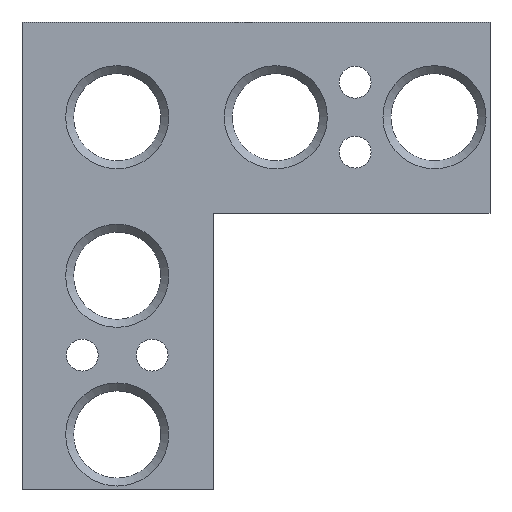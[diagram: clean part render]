
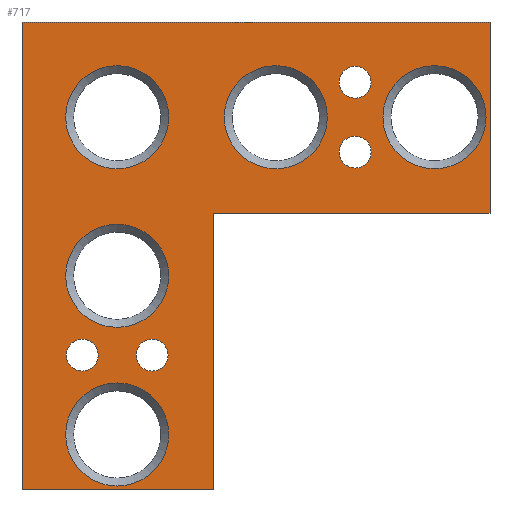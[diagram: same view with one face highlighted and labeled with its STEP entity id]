
A CAD part, front view. The second image highlights one B-rep face of the part: STEP entity #717.
In plain terms, the highlighted planar face has unit normal (0, -1, 0).
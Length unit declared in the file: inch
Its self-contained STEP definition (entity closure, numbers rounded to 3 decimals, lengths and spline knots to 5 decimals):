
#28=FACE_BOUND('',#106,.T.);
#29=FACE_BOUND('',#107,.T.);
#30=FACE_BOUND('',#108,.T.);
#31=FACE_BOUND('',#109,.T.);
#32=FACE_BOUND('',#110,.T.);
#33=FACE_BOUND('',#111,.T.);
#34=FACE_BOUND('',#112,.T.);
#35=FACE_BOUND('',#113,.T.);
#36=FACE_BOUND('',#114,.T.);
#46=PLANE('',#771);
#67=FACE_OUTER_BOUND('',#105,.T.);
#105=EDGE_LOOP('',(#509,#510,#511,#512,#513,#514));
#106=EDGE_LOOP('',(#515));
#107=EDGE_LOOP('',(#516));
#108=EDGE_LOOP('',(#517));
#109=EDGE_LOOP('',(#518));
#110=EDGE_LOOP('',(#519));
#111=EDGE_LOOP('',(#520));
#112=EDGE_LOOP('',(#521));
#113=EDGE_LOOP('',(#522));
#114=EDGE_LOOP('',(#523));
#161=LINE('',#1059,#233);
#162=LINE('',#1061,#234);
#163=LINE('',#1063,#235);
#164=LINE('',#1065,#236);
#165=LINE('',#1067,#237);
#166=LINE('',#1068,#238);
#233=VECTOR('',#848,0.3937);
#234=VECTOR('',#849,0.3937);
#235=VECTOR('',#850,0.3937);
#236=VECTOR('',#851,0.3937);
#237=VECTOR('',#852,0.3937);
#238=VECTOR('',#853,0.3937);
#304=CIRCLE('',#769,0.325);
#306=CIRCLE('',#772,0.325);
#307=CIRCLE('',#773,0.325);
#308=CIRCLE('',#774,0.1005);
#309=CIRCLE('',#775,0.1005);
#310=CIRCLE('',#776,0.1005);
#311=CIRCLE('',#777,0.1005);
#312=CIRCLE('',#778,0.325);
#313=CIRCLE('',#779,0.325);
#335=VERTEX_POINT('',#1051);
#337=VERTEX_POINT('',#1057);
#338=VERTEX_POINT('',#1058);
#339=VERTEX_POINT('',#1060);
#340=VERTEX_POINT('',#1062);
#341=VERTEX_POINT('',#1064);
#342=VERTEX_POINT('',#1066);
#343=VERTEX_POINT('',#1069);
#344=VERTEX_POINT('',#1071);
#345=VERTEX_POINT('',#1073);
#346=VERTEX_POINT('',#1075);
#347=VERTEX_POINT('',#1077);
#348=VERTEX_POINT('',#1079);
#349=VERTEX_POINT('',#1081);
#350=VERTEX_POINT('',#1083);
#402=EDGE_CURVE('',#335,#335,#304,.T.);
#405=EDGE_CURVE('',#337,#338,#161,.T.);
#406=EDGE_CURVE('',#338,#339,#162,.T.);
#407=EDGE_CURVE('',#339,#340,#163,.T.);
#408=EDGE_CURVE('',#340,#341,#164,.T.);
#409=EDGE_CURVE('',#341,#342,#165,.T.);
#410=EDGE_CURVE('',#342,#337,#166,.T.);
#411=EDGE_CURVE('',#343,#343,#306,.T.);
#412=EDGE_CURVE('',#344,#344,#307,.T.);
#413=EDGE_CURVE('',#345,#345,#308,.T.);
#414=EDGE_CURVE('',#346,#346,#309,.T.);
#415=EDGE_CURVE('',#347,#347,#310,.T.);
#416=EDGE_CURVE('',#348,#348,#311,.T.);
#417=EDGE_CURVE('',#349,#349,#312,.T.);
#418=EDGE_CURVE('',#350,#350,#313,.T.);
#509=ORIENTED_EDGE('',*,*,#405,.T.);
#510=ORIENTED_EDGE('',*,*,#406,.T.);
#511=ORIENTED_EDGE('',*,*,#407,.T.);
#512=ORIENTED_EDGE('',*,*,#408,.T.);
#513=ORIENTED_EDGE('',*,*,#409,.T.);
#514=ORIENTED_EDGE('',*,*,#410,.T.);
#515=ORIENTED_EDGE('',*,*,#411,.F.);
#516=ORIENTED_EDGE('',*,*,#412,.F.);
#517=ORIENTED_EDGE('',*,*,#413,.T.);
#518=ORIENTED_EDGE('',*,*,#414,.T.);
#519=ORIENTED_EDGE('',*,*,#415,.T.);
#520=ORIENTED_EDGE('',*,*,#416,.T.);
#521=ORIENTED_EDGE('',*,*,#417,.F.);
#522=ORIENTED_EDGE('',*,*,#418,.F.);
#523=ORIENTED_EDGE('',*,*,#402,.F.);
#717=ADVANCED_FACE('',(#67,#28,#29,#30,#31,#32,#33,#34,#35,#36),#46,.T.);
#769=AXIS2_PLACEMENT_3D('',#1052,#841,#842);
#771=AXIS2_PLACEMENT_3D('',#1056,#846,#847);
#772=AXIS2_PLACEMENT_3D('',#1070,#854,#855);
#773=AXIS2_PLACEMENT_3D('',#1072,#856,#857);
#774=AXIS2_PLACEMENT_3D('',#1074,#858,#859);
#775=AXIS2_PLACEMENT_3D('',#1076,#860,#861);
#776=AXIS2_PLACEMENT_3D('',#1078,#862,#863);
#777=AXIS2_PLACEMENT_3D('',#1080,#864,#865);
#778=AXIS2_PLACEMENT_3D('',#1082,#866,#867);
#779=AXIS2_PLACEMENT_3D('',#1084,#868,#869);
#841=DIRECTION('center_axis',(0.,-1.,0.));
#842=DIRECTION('ref_axis',(1.,0.,0.));
#846=DIRECTION('center_axis',(0.,-1.,0.));
#847=DIRECTION('ref_axis',(1.,0.,0.));
#848=DIRECTION('',(-1.,0.,0.));
#849=DIRECTION('',(0.,0.,-1.));
#850=DIRECTION('',(1.,0.,0.));
#851=DIRECTION('',(0.,0.,1.));
#852=DIRECTION('',(1.,0.,0.));
#853=DIRECTION('',(0.,0.,1.));
#854=DIRECTION('center_axis',(0.,-1.,0.));
#855=DIRECTION('ref_axis',(1.,0.,0.));
#856=DIRECTION('center_axis',(0.,-1.,0.));
#857=DIRECTION('ref_axis',(1.,0.,0.));
#858=DIRECTION('center_axis',(0.,1.,0.));
#859=DIRECTION('ref_axis',(1.,0.,0.));
#860=DIRECTION('center_axis',(0.,1.,0.));
#861=DIRECTION('ref_axis',(1.,0.,0.));
#862=DIRECTION('center_axis',(0.,1.,0.));
#863=DIRECTION('ref_axis',(1.,0.,0.));
#864=DIRECTION('center_axis',(0.,1.,0.));
#865=DIRECTION('ref_axis',(1.,0.,0.));
#866=DIRECTION('center_axis',(0.,-1.,0.));
#867=DIRECTION('ref_axis',(1.,0.,0.));
#868=DIRECTION('center_axis',(0.,-1.,0.));
#869=DIRECTION('ref_axis',(1.,0.,0.));
#1051=CARTESIAN_POINT('',(2.175,-0.1,11.5));
#1052=CARTESIAN_POINT('Origin',(2.5,-0.1,11.5));
#1056=CARTESIAN_POINT('Origin',(1.375,-0.1,10.625));
#1057=CARTESIAN_POINT('',(2.85,-0.1,12.1));
#1058=CARTESIAN_POINT('',(-0.1,-0.1,12.1));
#1059=CARTESIAN_POINT('',(2.85,-0.1,12.1));
#1060=CARTESIAN_POINT('',(-0.1,-0.1,9.15));
#1061=CARTESIAN_POINT('',(-0.1,-0.1,12.1));
#1062=CARTESIAN_POINT('',(1.105,-0.1,9.15));
#1063=CARTESIAN_POINT('',(-0.1,-0.1,9.15));
#1064=CARTESIAN_POINT('',(1.105,-0.1,10.895));
#1065=CARTESIAN_POINT('',(1.105,-0.1,9.15));
#1066=CARTESIAN_POINT('',(2.85,-0.1,10.895));
#1067=CARTESIAN_POINT('',(1.105,-0.1,10.895));
#1068=CARTESIAN_POINT('',(2.85,-0.1,10.895));
#1069=CARTESIAN_POINT('',(1.175,-0.1,11.5));
#1070=CARTESIAN_POINT('Origin',(1.5,-0.1,11.5));
#1071=CARTESIAN_POINT('',(0.175,-0.1,10.5));
#1072=CARTESIAN_POINT('Origin',(0.5,-0.1,10.5));
#1073=CARTESIAN_POINT('',(1.8995,-0.1,11.72));
#1074=CARTESIAN_POINT('Origin',(2.,-0.1,11.72));
#1075=CARTESIAN_POINT('',(0.6195,-0.1,10.));
#1076=CARTESIAN_POINT('Origin',(0.72,-0.1,10.));
#1077=CARTESIAN_POINT('',(0.1795,-0.1,10.));
#1078=CARTESIAN_POINT('Origin',(0.28,-0.1,10.));
#1079=CARTESIAN_POINT('',(1.8995,-0.1,11.28));
#1080=CARTESIAN_POINT('Origin',(2.,-0.1,11.28));
#1081=CARTESIAN_POINT('',(0.175,-0.1,9.5));
#1082=CARTESIAN_POINT('Origin',(0.5,-0.1,9.5));
#1083=CARTESIAN_POINT('',(0.175,-0.1,11.5));
#1084=CARTESIAN_POINT('Origin',(0.5,-0.1,11.5));
